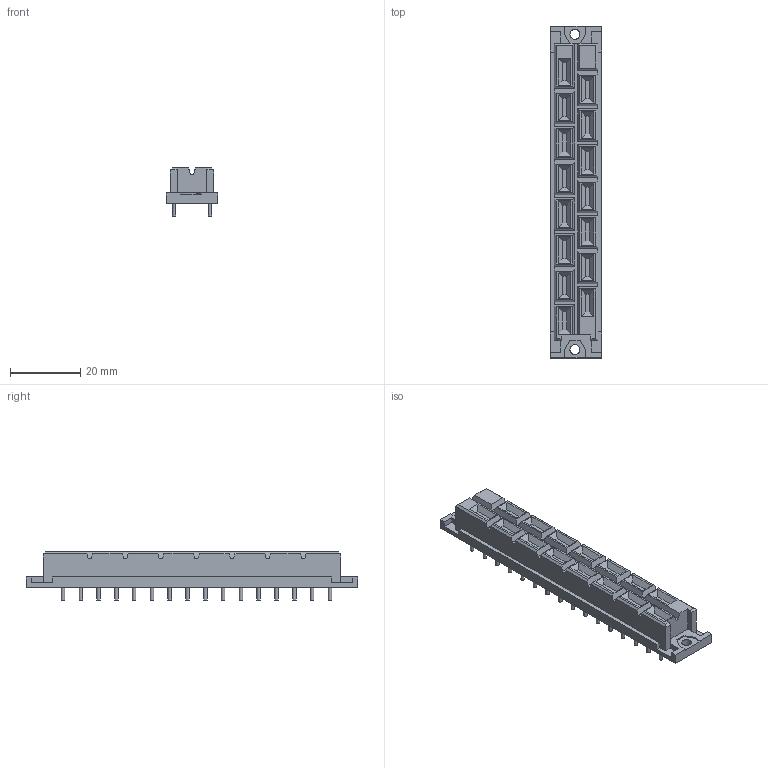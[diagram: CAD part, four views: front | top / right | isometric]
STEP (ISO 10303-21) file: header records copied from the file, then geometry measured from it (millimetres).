
FILE_DESCRIPTION(/* description */ (''),/* implementation_level */ '2;1');
FILE_NAME(/* name */ 'HARTING_09 06 215 2854.stp',/* time_stamp */ '2016-02-22T10:20:12+01:00',/* author */ ('riccim'),/* organization */ (''),/* preprocessor_version */ 'ST-DEVELOPER v15.5',/* originating_system */ 'AutoCAD Mechanical',/* authorisation */ '');
FILE_SCHEMA (('AUTOMOTIVE_DESIGN { 1 0 10303 214 3 1 1 }'));
Length unit declared in the file: millimetre
Products named in the file (1): Product
Bounding box: 14.7 x 94.75 x 13.7 mm (x, y, z)
Volume: 10737.5 mm3; surface area: 5760.9 mm2
Topology: 32 solids, 32 shells, 300 faces, 655 edges, 438 vertices
Faces by surface type: bspline 203, plane 66, cylinder 31
Full cylindrical faces by diameter (mm): 1 x31
Entity records: 7442 total; most frequent: CARTESIAN_POINT 2598, ORIENTED_EDGE 1248, EDGE_CURVE 624, B_SPLINE_CURVE_WITH_KNOTS 550, VERTEX_POINT 438, EDGE_LOOP 354, DIRECTION 320, FACE_OUTER_BOUND 300
